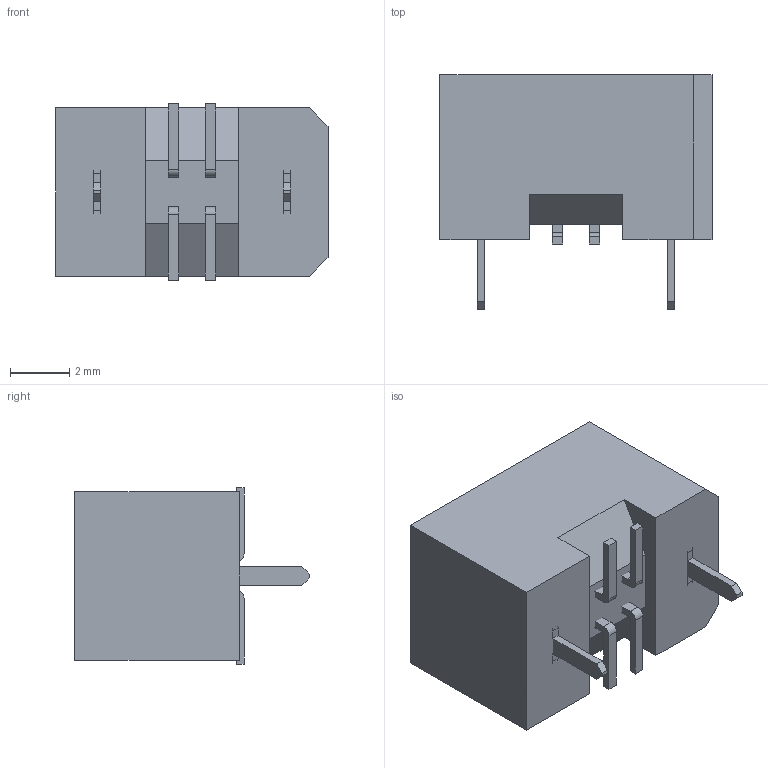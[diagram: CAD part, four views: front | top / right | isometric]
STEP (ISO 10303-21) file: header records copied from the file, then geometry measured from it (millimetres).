
FILE_DESCRIPTION(/* description */ ('STEP AP214'),/* implementation_level */ '2;1');
FILE_NAME(/* name */ 'TFM-102-02-L-D-WT',/* time_stamp */ '2024-07-12T13:12:35+02:00',/* author */ ('License CC BY-ND 4.0'),/* organization */ ('CADENAS'),/* preprocessor_version */ 'ST-DEVELOPER v19.3',/* originating_system */ 'PARTsolutions',/* authorisation */ ' ');
FILE_SCHEMA (('AUTOMOTIVE_DESIGN {1 0 10303 214 3 1 1}'));
Length unit declared in the file: inch
Products named in the file (5): TFM-102-02-L-D-WT; TFM-102-02-L-D-WT_terminal; TFM-102-02-L-D-L_pins; TFM-102-02-L-D-L-2_pins; WT-25-04-T
Assembly tree (5 placements, depth 2):
  TFM-102-02-L-D-WT
    TFM-102-02-L-D-WT_terminal
    TFM-102-02-L-D-L_pins
    TFM-102-02-L-D-L-2_pins
    WT-25-04-T  x2
Bounding box: 9.22 x 7.95 x 5.97 mm (x, y, z)
Volume: 214.2 mm3; surface area: 523.9 mm2
Topology: 5 solids, 5 shells, 151 faces, 409 edges, 273 vertices
Faces by surface type: plane 131, cylinder 20
Full cylindrical faces by diameter (mm): 0.457 x4
Entity records: 4152 total; most frequent: CARTESIAN_POINT 717, ORIENTED_EDGE 694, DIRECTION 653, EDGE_CURVE 347, LINE 315, VECTOR 315, VERTEX_POINT 233, AXIS2_PLACEMENT_3D 169
